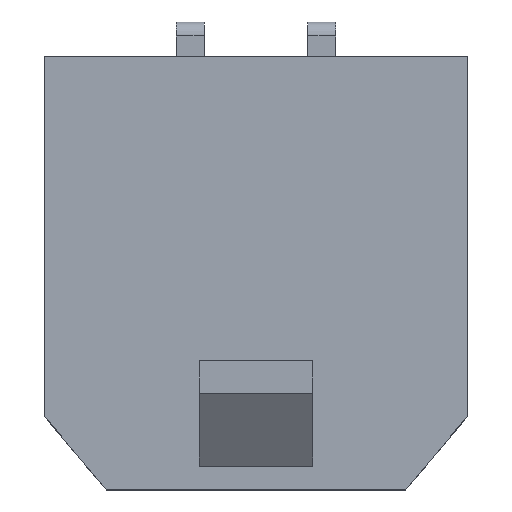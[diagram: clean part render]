
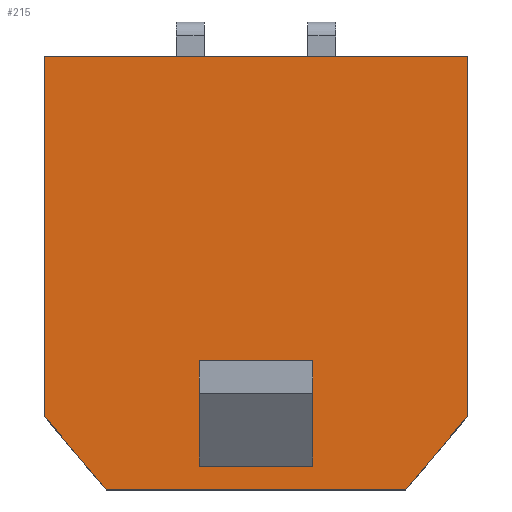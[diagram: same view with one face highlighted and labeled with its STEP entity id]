
A CAD part, top view. The second image highlights one B-rep face of the part: STEP entity #215.
In plain terms, the highlighted planar face has unit normal (0, 0, 1).
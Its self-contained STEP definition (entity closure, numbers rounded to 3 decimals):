
#215=ADVANCED_FACE('',(#483,#484),#355,.T.);
#355=PLANE('',#2666);
#483=FACE_BOUND('',#507,.T.);
#484=FACE_BOUND('',#508,.T.);
#507=EDGE_LOOP('',(#757,#758,#759,#760,#761,#762));
#508=EDGE_LOOP('',(#763,#764,#765,#766));
#757=ORIENTED_EDGE('',*,*,#1701,.F.);
#758=ORIENTED_EDGE('',*,*,#1684,.F.);
#759=ORIENTED_EDGE('',*,*,#1716,.T.);
#760=ORIENTED_EDGE('',*,*,#1693,.T.);
#761=ORIENTED_EDGE('',*,*,#1698,.F.);
#762=ORIENTED_EDGE('',*,*,#1711,.F.);
#763=ORIENTED_EDGE('',*,*,#1717,.T.);
#764=ORIENTED_EDGE('',*,*,#1718,.T.);
#765=ORIENTED_EDGE('',*,*,#1719,.F.);
#766=ORIENTED_EDGE('',*,*,#1720,.F.);
#1442=VERTEX_POINT('',#3645);
#1443=VERTEX_POINT('',#3647);
#1451=VERTEX_POINT('',#3664);
#1452=VERTEX_POINT('',#3666);
#1455=VERTEX_POINT('',#3674);
#1456=VERTEX_POINT('',#3678);
#1469=VERTEX_POINT('',#3711);
#1470=VERTEX_POINT('',#3712);
#1471=VERTEX_POINT('',#3714);
#1472=VERTEX_POINT('',#3716);
#1684=EDGE_CURVE('',#1442,#1443,#2049,.T.);
#1693=EDGE_CURVE('',#1452,#1451,#2058,.T.);
#1698=EDGE_CURVE('',#1455,#1451,#2063,.T.);
#1701=EDGE_CURVE('',#1443,#1456,#2066,.T.);
#1711=EDGE_CURVE('',#1456,#1455,#2076,.T.);
#1716=EDGE_CURVE('',#1442,#1452,#2081,.T.);
#1717=EDGE_CURVE('',#1469,#1470,#2082,.T.);
#1718=EDGE_CURVE('',#1470,#1471,#2083,.T.);
#1719=EDGE_CURVE('',#1472,#1471,#2084,.T.);
#1720=EDGE_CURVE('',#1469,#1472,#2085,.T.);
#2049=LINE('',#3646,#2390);
#2058=LINE('',#3665,#2399);
#2063=LINE('',#3675,#2404);
#2066=LINE('',#3681,#2407);
#2076=LINE('',#3701,#2417);
#2081=LINE('',#3709,#2422);
#2082=LINE('',#3710,#2423);
#2083=LINE('',#3713,#2424);
#2084=LINE('',#3715,#2425);
#2085=LINE('',#3717,#2426);
#2390=VECTOR('',#2908,1.);
#2399=VECTOR('',#2919,1.);
#2404=VECTOR('',#2926,1.);
#2407=VECTOR('',#2931,1.);
#2417=VECTOR('',#2943,1.);
#2422=VECTOR('',#2950,1.);
#2423=VECTOR('',#2951,1.);
#2424=VECTOR('',#2952,1.);
#2425=VECTOR('',#2953,1.);
#2426=VECTOR('',#2954,1.);
#2666=AXIS2_PLACEMENT_3D('',#3718,#2955,#2956);
#2908=DIRECTION('',(0.,-1.,0.));
#2919=DIRECTION('',(0.,-1.,0.));
#2926=DIRECTION('',(-0.643,0.766,0.));
#2931=DIRECTION('',(-0.643,-0.766,0.));
#2943=DIRECTION('',(-1.,0.,0.));
#2950=DIRECTION('',(-1.,0.,0.));
#2951=DIRECTION('',(-1.,0.,0.));
#2952=DIRECTION('',(0.,1.,0.));
#2953=DIRECTION('',(-1.,0.,0.));
#2954=DIRECTION('',(0.,1.,0.));
#2955=DIRECTION('',(0.,0.,1.));
#2956=DIRECTION('',(1.,0.,0.));
#3645=CARTESIAN_POINT('',(4.825,9.9,3.86));
#3646=CARTESIAN_POINT('',(4.825,9.9,3.86));
#3647=CARTESIAN_POINT('',(4.825,1.668,3.86));
#3664=CARTESIAN_POINT('',(-4.825,1.668,3.86));
#3665=CARTESIAN_POINT('',(-4.825,9.9,3.86));
#3666=CARTESIAN_POINT('',(-4.825,9.9,3.86));
#3674=CARTESIAN_POINT('',(-3.425,0.,3.86));
#3675=CARTESIAN_POINT('',(-3.425,0.,3.86));
#3678=CARTESIAN_POINT('',(3.425,0.,3.86));
#3681=CARTESIAN_POINT('',(4.825,1.668,3.86));
#3701=CARTESIAN_POINT('',(4.825,0.,3.86));
#3709=CARTESIAN_POINT('',(4.825,9.9,3.86));
#3710=CARTESIAN_POINT('',(1.3,0.54,3.86));
#3711=CARTESIAN_POINT('',(1.3,0.54,3.86));
#3712=CARTESIAN_POINT('',(-1.3,0.54,3.86));
#3713=CARTESIAN_POINT('',(-1.3,0.54,3.86));
#3714=CARTESIAN_POINT('',(-1.3,2.95,3.86));
#3715=CARTESIAN_POINT('',(1.3,2.95,3.86));
#3716=CARTESIAN_POINT('',(1.3,2.95,3.86));
#3717=CARTESIAN_POINT('',(1.3,0.54,3.86));
#3718=CARTESIAN_POINT('',(4.825,9.9,3.86));
